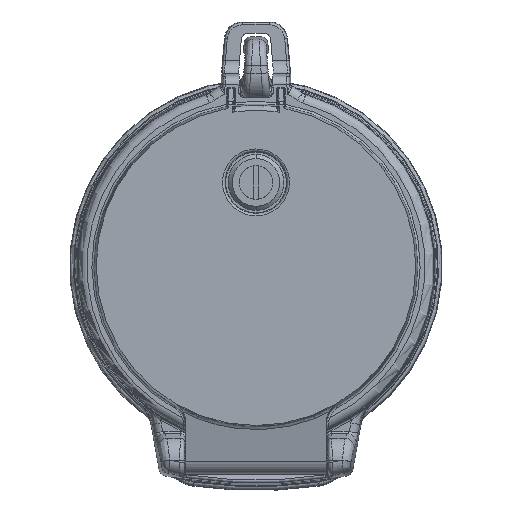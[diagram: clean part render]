
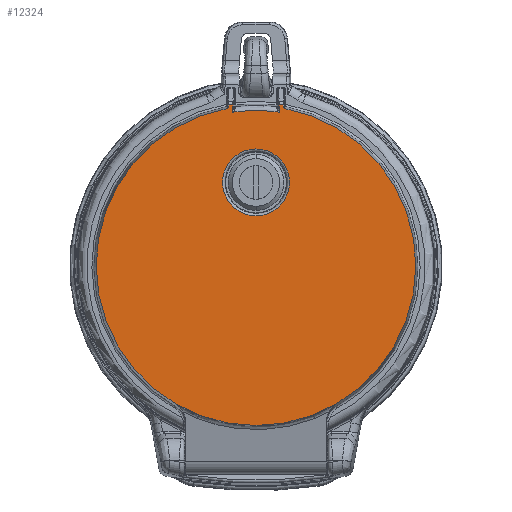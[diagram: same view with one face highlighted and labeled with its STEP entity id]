
A CAD part, top view. The second image highlights one B-rep face of the part: STEP entity #12324.
In plain terms, the highlighted planar face has unit normal (0, 0, 1).
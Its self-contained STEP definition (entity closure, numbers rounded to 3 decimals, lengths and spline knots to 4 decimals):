
#1262=FACE_BOUND('',#17233,.T.);
#1263=FACE_BOUND('',#17234,.T.);
#3126=PLANE('',#45606);
#4300=LINE('',#62459,#8154);
#4301=LINE('',#62461,#8155);
#4302=LINE('',#62463,#8156);
#4303=LINE('',#62467,#8157);
#4304=LINE('',#62469,#8158);
#4305=LINE('',#62471,#8159);
#8154=VECTOR('',#49700,1.);
#8155=VECTOR('',#49701,1.);
#8156=VECTOR('',#49702,1.);
#8157=VECTOR('',#49705,1.);
#8158=VECTOR('',#49706,1.);
#8159=VECTOR('',#49707,1.);
#12324=ADVANCED_FACE('',(#1262,#1263),#3126,.T.);
#17233=EDGE_LOOP('',(#20904,#20905,#20906,#20907,#20908,#20909,#20910,#20911,
#20912,#20913));
#17234=EDGE_LOOP('',(#20914));
#19745=B_SPLINE_CURVE_WITH_KNOTS('',3,(#62425,#62426,#62427,#62428,#62429,
#62430,#62431,#62432,#62433,#62434,#62435,#62436,#62437,#62438,#62439,#62440),
 .UNSPECIFIED.,.F.,.F.,(4,3,3,3,3,4),(0.,0.0052,0.0799,
0.5099,0.754,1.),.UNSPECIFIED.);
#19746=B_SPLINE_CURVE_WITH_KNOTS('',3,(#62442,#62443,#62444,#62445,#62446,
#62447,#62448,#62449,#62450,#62451,#62452,#62453,#62454,#62455,#62456,#62457),
 .UNSPECIFIED.,.F.,.F.,(4,3,3,3,3,4),(0.,0.246,0.4901,
0.9201,0.9948,1.),.UNSPECIFIED.);
#20904=ORIENTED_EDGE('',*,*,#38160,.T.);
#20905=ORIENTED_EDGE('',*,*,#37863,.F.);
#20906=ORIENTED_EDGE('',*,*,#38161,.T.);
#20907=ORIENTED_EDGE('',*,*,#38162,.T.);
#20908=ORIENTED_EDGE('',*,*,#38163,.T.);
#20909=ORIENTED_EDGE('',*,*,#38164,.T.);
#20910=ORIENTED_EDGE('',*,*,#38165,.T.);
#20911=ORIENTED_EDGE('',*,*,#38166,.T.);
#20912=ORIENTED_EDGE('',*,*,#38167,.T.);
#20913=ORIENTED_EDGE('',*,*,#38168,.T.);
#20914=ORIENTED_EDGE('',*,*,#38169,.T.);
#33602=VERTEX_POINT('',#60742);
#33603=VERTEX_POINT('',#60743);
#33790=VERTEX_POINT('',#62441);
#33791=VERTEX_POINT('',#62458);
#33792=VERTEX_POINT('',#62460);
#33793=VERTEX_POINT('',#62462);
#33794=VERTEX_POINT('',#62464);
#33795=VERTEX_POINT('',#62466);
#33796=VERTEX_POINT('',#62468);
#33797=VERTEX_POINT('',#62470);
#33798=VERTEX_POINT('',#62473);
#37863=EDGE_CURVE('',#33602,#33603,#44495,.T.);
#38160=EDGE_CURVE('',#33790,#33603,#19745,.T.);
#38161=EDGE_CURVE('',#33602,#33791,#19746,.T.);
#38162=EDGE_CURVE('',#33791,#33792,#4300,.T.);
#38163=EDGE_CURVE('',#33792,#33793,#4301,.T.);
#38164=EDGE_CURVE('',#33793,#33794,#4302,.T.);
#38165=EDGE_CURVE('',#33794,#33795,#44579,.T.);
#38166=EDGE_CURVE('',#33795,#33796,#4303,.T.);
#38167=EDGE_CURVE('',#33796,#33797,#4304,.T.);
#38168=EDGE_CURVE('',#33797,#33790,#4305,.T.);
#38169=EDGE_CURVE('',#33798,#33798,#44580,.T.);
#44495=CIRCLE('',#45409,2.25);
#44579=CIRCLE('',#45604,2.1859);
#44580=CIRCLE('',#45605,0.471);
#45409=AXIS2_PLACEMENT_3D('',#60741,#49219,#49220);
#45604=AXIS2_PLACEMENT_3D('',#62465,#49703,#49704);
#45605=AXIS2_PLACEMENT_3D('',#62472,#49708,#49709);
#45606=AXIS2_PLACEMENT_3D('',#62474,#49710,#49711);
#49219=DIRECTION('',(0.,0.,-1.));
#49220=DIRECTION('',(1.,0.,0.));
#49700=DIRECTION('',(0.,1.,0.));
#49701=DIRECTION('',(-1.,0.,0.));
#49702=DIRECTION('',(0.,-1.,0.));
#49703=DIRECTION('',(0.,0.,1.));
#49704=DIRECTION('',(1.,0.,0.));
#49705=DIRECTION('',(0.,1.,0.));
#49706=DIRECTION('',(-1.,0.,0.));
#49707=DIRECTION('',(0.,-1.,0.));
#49708=DIRECTION('',(0.,0.,-1.));
#49709=DIRECTION('',(1.,0.,0.));
#49710=DIRECTION('',(0.,0.,1.));
#49711=DIRECTION('',(1.,0.,0.));
#60741=CARTESIAN_POINT('',(0.,0.,0.5975));
#60742=CARTESIAN_POINT('',(0.4069,2.2129,0.5975));
#60743=CARTESIAN_POINT('',(-0.4069,2.2129,0.5975));
#62425=CARTESIAN_POINT('',(-0.3829,2.2358,0.5975));
#62426=CARTESIAN_POINT('',(-0.383,2.2357,0.5975));
#62427=CARTESIAN_POINT('',(-0.383,2.2357,0.5975));
#62428=CARTESIAN_POINT('',(-0.383,2.2356,0.5975));
#62429=CARTESIAN_POINT('',(-0.3834,2.2348,0.5975));
#62430=CARTESIAN_POINT('',(-0.3838,2.2341,0.5975));
#62431=CARTESIAN_POINT('',(-0.3842,2.2333,0.5975));
#62432=CARTESIAN_POINT('',(-0.3865,2.229,0.5975));
#62433=CARTESIAN_POINT('',(-0.3891,2.2246,0.5975));
#62434=CARTESIAN_POINT('',(-0.3925,2.2211,0.5975));
#62435=CARTESIAN_POINT('',(-0.3944,2.2191,0.5975));
#62436=CARTESIAN_POINT('',(-0.3966,2.2172,0.5975));
#62437=CARTESIAN_POINT('',(-0.399,2.2158,0.5975));
#62438=CARTESIAN_POINT('',(-0.4015,2.2144,0.5975));
#62439=CARTESIAN_POINT('',(-0.4042,2.2134,0.5975));
#62440=CARTESIAN_POINT('',(-0.4069,2.2129,0.5975));
#62441=CARTESIAN_POINT('',(-0.3829,2.2358,0.5975));
#62442=CARTESIAN_POINT('',(0.4069,2.2129,0.5975));
#62443=CARTESIAN_POINT('',(0.4042,2.2134,0.5975));
#62444=CARTESIAN_POINT('',(0.4015,2.2144,0.5975));
#62445=CARTESIAN_POINT('',(0.399,2.2158,0.5975));
#62446=CARTESIAN_POINT('',(0.3966,2.2172,0.5975));
#62447=CARTESIAN_POINT('',(0.3944,2.2191,0.5975));
#62448=CARTESIAN_POINT('',(0.3925,2.2211,0.5975));
#62449=CARTESIAN_POINT('',(0.3891,2.2246,0.5975));
#62450=CARTESIAN_POINT('',(0.3865,2.229,0.5975));
#62451=CARTESIAN_POINT('',(0.3842,2.2333,0.5975));
#62452=CARTESIAN_POINT('',(0.3838,2.2341,0.5975));
#62453=CARTESIAN_POINT('',(0.3834,2.2348,0.5975));
#62454=CARTESIAN_POINT('',(0.383,2.2356,0.5975));
#62455=CARTESIAN_POINT('',(0.383,2.2357,0.5975));
#62456=CARTESIAN_POINT('',(0.383,2.2357,0.5975));
#62457=CARTESIAN_POINT('',(0.3829,2.2358,0.5975));
#62458=CARTESIAN_POINT('',(0.3829,2.2358,0.5975));
#62459=CARTESIAN_POINT('',(0.3829,0.,0.5975));
#62460=CARTESIAN_POINT('',(0.3829,2.2629,0.5975));
#62461=CARTESIAN_POINT('',(0.,2.2629,0.5975));
#62462=CARTESIAN_POINT('',(0.3253,2.2629,0.5975));
#62463=CARTESIAN_POINT('',(0.3253,2.163,0.5975));
#62464=CARTESIAN_POINT('',(0.3253,2.1615,0.5975));
#62465=CARTESIAN_POINT('',(0.,0.,0.5975));
#62466=CARTESIAN_POINT('',(-0.3253,2.1615,0.5975));
#62467=CARTESIAN_POINT('',(-0.3253,0.,0.5975));
#62468=CARTESIAN_POINT('',(-0.3253,2.2629,0.5975));
#62469=CARTESIAN_POINT('',(0.,2.2629,0.5975));
#62470=CARTESIAN_POINT('',(-0.3829,2.2629,0.5975));
#62471=CARTESIAN_POINT('',(-0.3829,2.1503,0.5975));
#62472=CARTESIAN_POINT('',(0.,1.1725,0.5975));
#62473=CARTESIAN_POINT('',(0.471,1.1725,0.5975));
#62474=CARTESIAN_POINT('',(0.,0.,0.5975));
